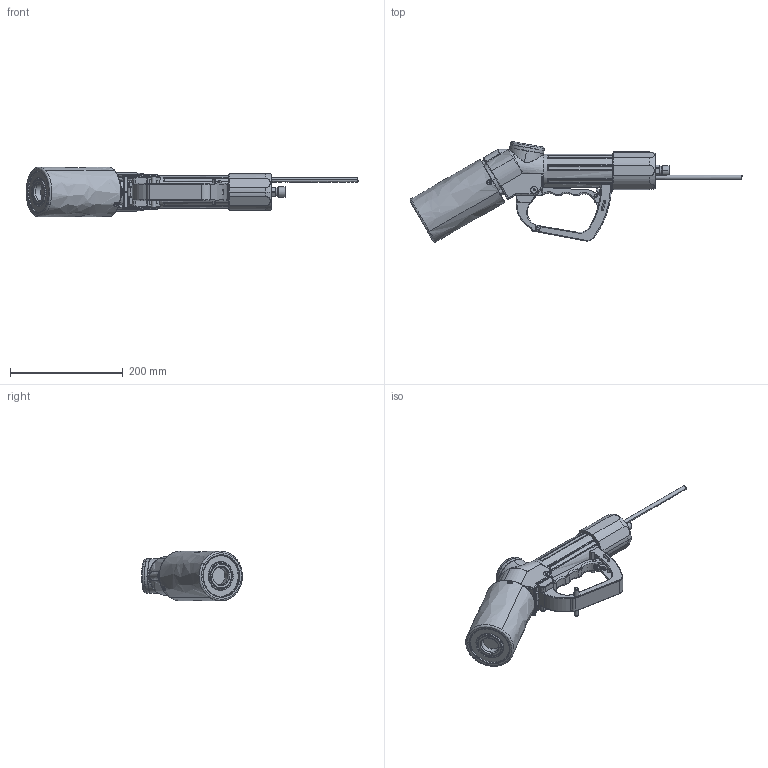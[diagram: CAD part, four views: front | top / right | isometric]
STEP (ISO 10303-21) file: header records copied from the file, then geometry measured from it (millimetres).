
FILE_DESCRIPTION(('FreeCAD Model'),'2;1');
FILE_NAME('Open CASCADE Shape Model','2025-04-27T13:40:09',('FreeCAD'),( 'FreeCAD'),'Open CASCADE STEP processor 7.6','FreeCAD','Unknown');
FILE_SCHEMA(('AUTOMOTIVE_DESIGN { 1 0 10303 214 1 1 1 1 }'));
Products named in the file (1): Open CASCADE STEP translator 7.6 1
Bounding box: 589.26 x 178.76 x 88.47 mm (x, y, z)
Volume: 1856389.1 mm3; surface area: 245814.1 mm2
Topology: 1 solids, 1 shells, 1498 faces, 4761 edges, 3238 vertices
Faces by surface type: bspline 1498
Entity records: 68695 total; most frequent: CARTESIAN_POINT 42688, ORIENTED_EDGE 9436, EDGE_CURVE 4718, B_SPLINE_CURVE_WITH_KNOTS 3360, VERTEX_POINT 3238, FACE_BOUND 1598, EDGE_LOOP 1598, ADVANCED_FACE 1498
